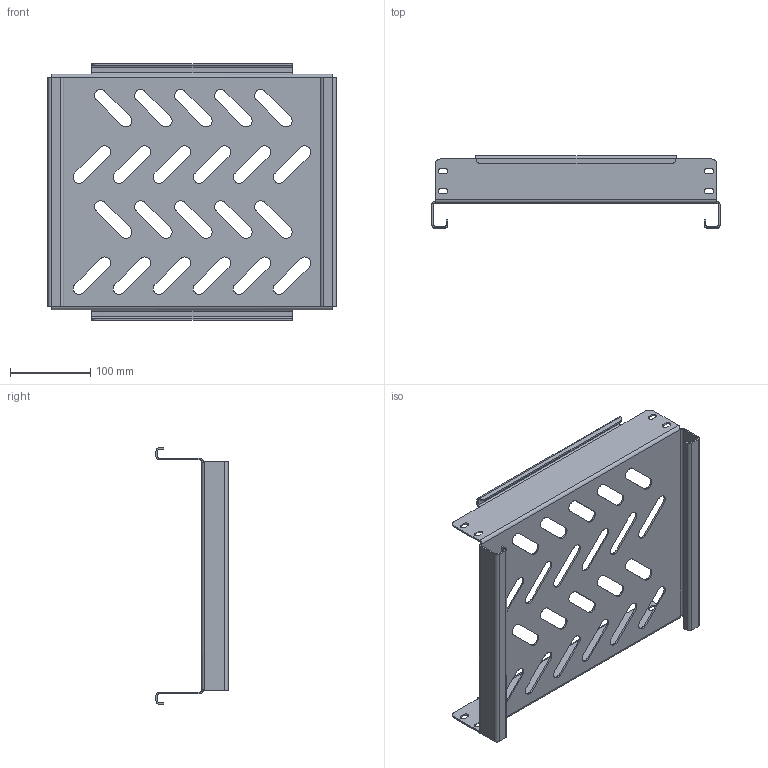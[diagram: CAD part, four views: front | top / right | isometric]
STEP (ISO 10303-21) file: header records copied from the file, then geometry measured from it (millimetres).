
FILE_DESCRIPTION (( 'STEP AP214' ), '1' );
FILE_NAME ('945.344.STEP', '2024-09-25T12:13:31', ( '' ), ( '' ), 'SwSTEP 2.0', 'SolidWorks 2021', '' );
FILE_SCHEMA (( 'AUTOMOTIVE_DESIGN' ));
Length unit declared in the file: millimetre
Products named in the file (1): 945.344
Bounding box: 360 x 90 x 320 mm (x, y, z)
Volume: 328711.4 mm3; surface area: 338851.2 mm2
Topology: 1 solids, 1 shells, 272 faces, 722 edges, 452 vertices
Faces by surface type: plane 138, cylinder 126, bspline 8
Entity records: 8944 total; most frequent: CARTESIAN_POINT 1947, DIRECTION 1464, ORIENTED_EDGE 1444, EDGE_CURVE 722, AXIS2_PLACEMENT_3D 517, VERTEX_POINT 452, VECTOR 430, LINE 430
